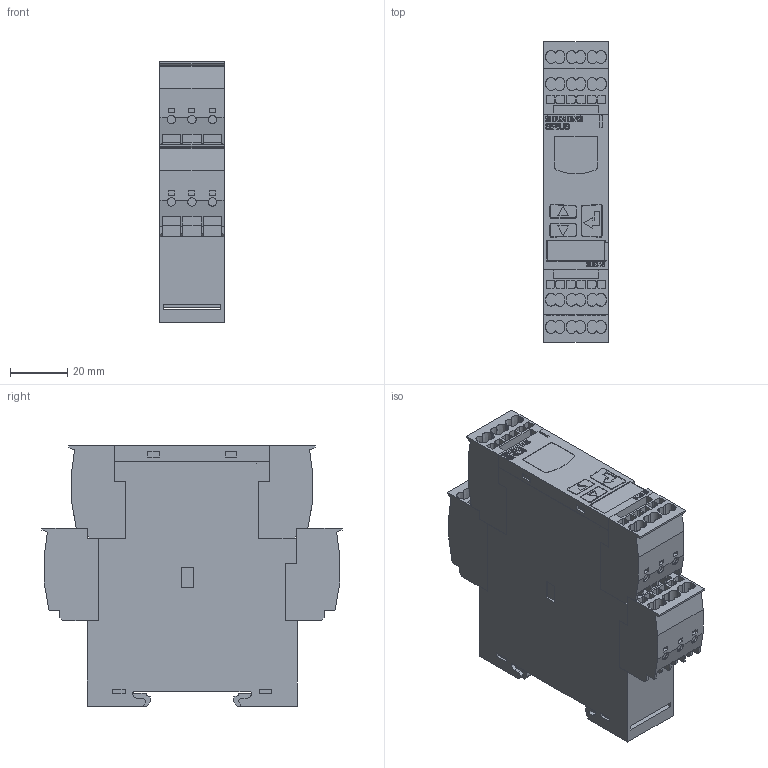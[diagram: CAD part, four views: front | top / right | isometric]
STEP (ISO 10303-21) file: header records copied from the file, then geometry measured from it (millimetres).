
FILE_DESCRIPTION(('STEP AP214'),'1');
FILE_NAME('cctmp_1C7D2889-87AD-41A8-B21D-A372A84F1589_2023_08_15_13_05_52_0419..stp','2023-08-15T11:05:53',('SIEMENS A&D'),('CADClick - www.CADClick.com'),'Spatial InterOp 3D postprocessed',' ','unknown authorization');
FILE_SCHEMA(('AUTOMOTIVE_DESIGN'));
Length unit declared in the file: millimetre
Products named in the file (1): 2023_08_15_13_05_52_0360
Bounding box: 22.5 x 104.99 x 91 mm (x, y, z)
Volume: 162135.5 mm3; surface area: 35202.2 mm2
Topology: 1 solids, 1 shells, 1348 faces, 3790 edges, 2512 vertices
Faces by surface type: plane 931, cylinder 211, bspline 206
Entity records: 58662 total; most frequent: CARTESIAN_POINT 20869, ORIENTED_EDGE 7580, DIRECTION 6044, EDGE_CURVE 3790, LINE 2932, VECTOR 2932, VERTEX_POINT 2512, AXIS2_PLACEMENT_3D 1556
